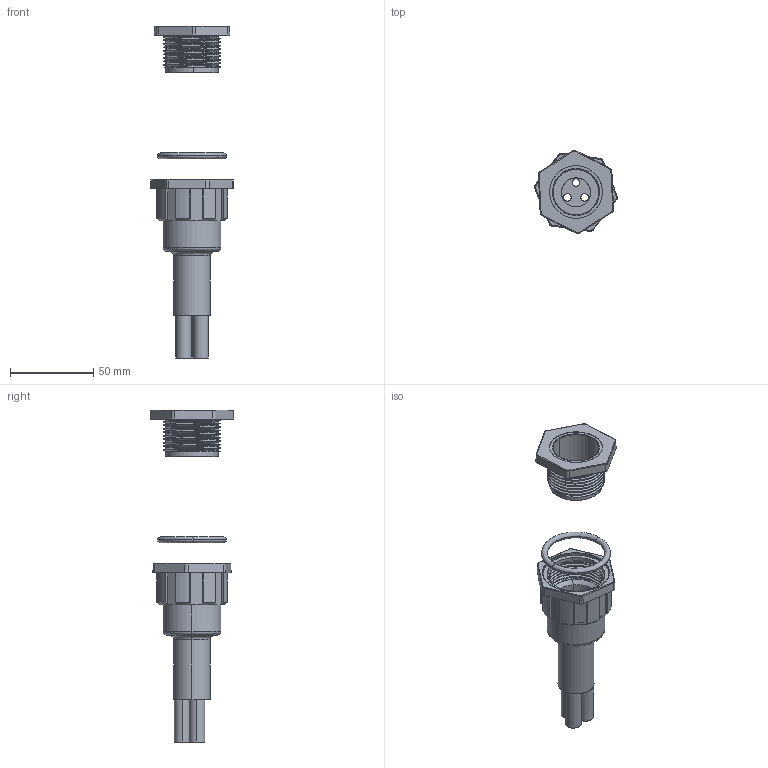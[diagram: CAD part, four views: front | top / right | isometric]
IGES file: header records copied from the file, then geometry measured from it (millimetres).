
Start section: SolidWorks IGES file using analytic representation for surfaces
Global section: file name: 3-NUS-3B.IGS; native system: SolidWorks 2013; preprocessor: SolidWorks 2013; author: owner; date: 140915.133724; units: inch
Bounding box: 50.06 x 50.42 x 199.93 mm (x, y, z)
Surface area: 36395.4 mm2 (no closed solid volume)
Topology: 0 solids, 0 shells, 270 faces, 5499 edges, 5499 vertices
Faces by surface type: revolution 172, bspline 98
